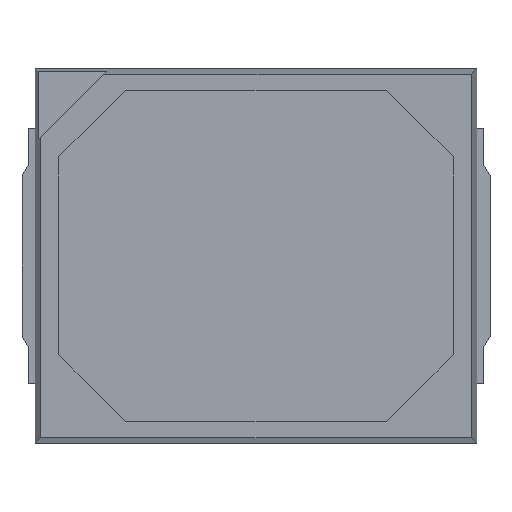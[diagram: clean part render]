
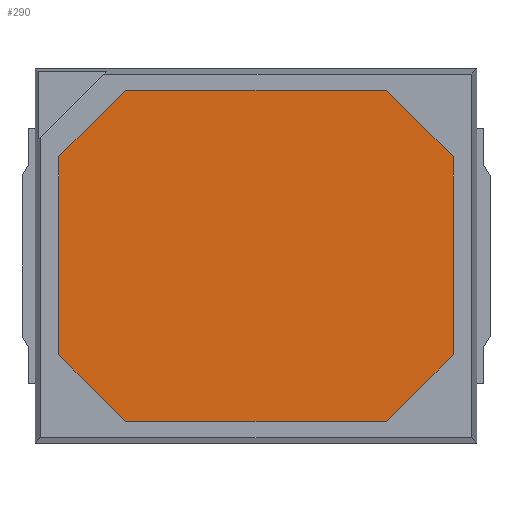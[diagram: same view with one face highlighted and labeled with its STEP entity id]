
A CAD part, top view. The second image highlights one B-rep face of the part: STEP entity #290.
In plain terms, the highlighted planar face has unit normal (0, 0, 1).
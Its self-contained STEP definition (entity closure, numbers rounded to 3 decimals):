
#126 = DIRECTION ( 'NONE',  ( 0.707, -0.707, 0. ) ) ;
#146 = EDGE_CURVE ( 'NONE', #912, #3483, #901, .T. ) ;
#206 = CARTESIAN_POINT ( 'NONE',  ( -0.213, 0., 0.681 ) ) ;
#252 = VERTEX_POINT ( 'NONE', #3341 ) ;
#290 = ADVANCED_FACE ( 'NONE', ( #4407 ), #3365, .F. ) ;
#376 = LINE ( 'NONE', #3181, #3164 ) ;
#380 = CARTESIAN_POINT ( 'NONE',  ( 0.761, 1.24, 0.681 ) ) ;
#414 = VERTEX_POINT ( 'NONE', #1175 ) ;
#475 = VECTOR ( 'NONE', #1919, 1000. ) ;
#488 = CARTESIAN_POINT ( 'NONE',  ( -1.688, -0.74, 0.681 ) ) ;
#492 = VECTOR ( 'NONE', #2873, 1000. ) ;
#662 = EDGE_CURVE ( 'NONE', #252, #995, #2196, .T. ) ;
#827 = VECTOR ( 'NONE', #3488, 1000. ) ;
#845 = DIRECTION ( 'NONE',  ( 0., 0., -1. ) ) ;
#901 = LINE ( 'NONE', #3355, #475 ) ;
#910 = LINE ( 'NONE', #488, #2684 ) ;
#912 = VERTEX_POINT ( 'NONE', #1379 ) ;
#995 = VERTEX_POINT ( 'NONE', #380 ) ;
#1097 = DIRECTION ( 'NONE',  ( -0.707, 0.707, 0. ) ) ;
#1175 = CARTESIAN_POINT ( 'NONE',  ( 1.261, -0.74, 0.681 ) ) ;
#1216 = LINE ( 'NONE', #4065, #1799 ) ;
#1379 = CARTESIAN_POINT ( 'NONE',  ( -1.688, 0.74, 0.681 ) ) ;
#1491 = CARTESIAN_POINT ( 'NONE',  ( 1.261, -0.74, 0.681 ) ) ;
#1527 = ORIENTED_EDGE ( 'NONE', *, *, #4168, .T. ) ;
#1608 = DIRECTION ( 'NONE',  ( 0., -1., 0. ) ) ;
#1701 = ORIENTED_EDGE ( 'NONE', *, *, #3763, .T. ) ;
#1725 = DIRECTION ( 'NONE',  ( 1., 0., 0. ) ) ;
#1799 = VECTOR ( 'NONE', #4018, 1000. ) ;
#1877 = LINE ( 'NONE', #4456, #4037 ) ;
#1910 = ORIENTED_EDGE ( 'NONE', *, *, #3820, .T. ) ;
#1919 = DIRECTION ( 'NONE',  ( 0., -1., 0. ) ) ;
#1956 = ORIENTED_EDGE ( 'NONE', *, *, #3792, .T. ) ;
#2121 = CARTESIAN_POINT ( 'NONE',  ( -1.188, -1.24, 0.681 ) ) ;
#2196 = LINE ( 'NONE', #2911, #3930 ) ;
#2412 = CARTESIAN_POINT ( 'NONE',  ( -1.688, 0.74, 0.681 ) ) ;
#2469 = ORIENTED_EDGE ( 'NONE', *, *, #2783, .T. ) ;
#2684 = VECTOR ( 'NONE', #126, 1000. ) ;
#2783 = EDGE_CURVE ( 'NONE', #2830, #3770, #376, .T. ) ;
#2826 = CARTESIAN_POINT ( 'NONE',  ( -1.188, 1.24, 0.681 ) ) ;
#2830 = VERTEX_POINT ( 'NONE', #2121 ) ;
#2852 = EDGE_CURVE ( 'NONE', #3172, #912, #3143, .T. ) ;
#2873 = DIRECTION ( 'NONE',  ( 0., 1., 0. ) ) ;
#2911 = CARTESIAN_POINT ( 'NONE',  ( 0.761, 1.24, 0.681 ) ) ;
#2969 = AXIS2_PLACEMENT_3D ( 'NONE', #206, #845, #1608 ) ;
#2972 = DIRECTION ( 'NONE',  ( 0.707, 0.707, 0. ) ) ;
#3143 = LINE ( 'NONE', #2412, #827 ) ;
#3164 = VECTOR ( 'NONE', #1725, 1000. ) ;
#3172 = VERTEX_POINT ( 'NONE', #2826 ) ;
#3181 = CARTESIAN_POINT ( 'NONE',  ( -1.188, -1.24, 0.681 ) ) ;
#3341 = CARTESIAN_POINT ( 'NONE',  ( 1.261, 0.74, 0.681 ) ) ;
#3355 = CARTESIAN_POINT ( 'NONE',  ( -1.688, -0.74, 0.681 ) ) ;
#3365 = PLANE ( 'NONE',  #2969 ) ;
#3483 = VERTEX_POINT ( 'NONE', #4410 ) ;
#3488 = DIRECTION ( 'NONE',  ( -0.707, -0.707, 0. ) ) ;
#3525 = ORIENTED_EDGE ( 'NONE', *, *, #2852, .T. ) ;
#3693 = CARTESIAN_POINT ( 'NONE',  ( 0.761, -1.24, 0.681 ) ) ;
#3763 = EDGE_CURVE ( 'NONE', #414, #252, #4313, .T. ) ;
#3770 = VERTEX_POINT ( 'NONE', #3693 ) ;
#3792 = EDGE_CURVE ( 'NONE', #3483, #2830, #910, .T. ) ;
#3820 = EDGE_CURVE ( 'NONE', #3770, #414, #1877, .T. ) ;
#3930 = VECTOR ( 'NONE', #1097, 1000. ) ;
#4018 = DIRECTION ( 'NONE',  ( -1., 0., 0. ) ) ;
#4037 = VECTOR ( 'NONE', #2972, 1000. ) ;
#4065 = CARTESIAN_POINT ( 'NONE',  ( -1.188, 1.24, 0.681 ) ) ;
#4117 = ORIENTED_EDGE ( 'NONE', *, *, #662, .T. ) ;
#4168 = EDGE_CURVE ( 'NONE', #995, #3172, #1216, .T. ) ;
#4185 = ORIENTED_EDGE ( 'NONE', *, *, #146, .T. ) ;
#4313 = LINE ( 'NONE', #1491, #492 ) ;
#4372 = EDGE_LOOP ( 'NONE', ( #4185, #1956, #2469, #1910, #1701, #4117, #1527, #3525 ) ) ;
#4407 = FACE_OUTER_BOUND ( 'NONE', #4372, .T. ) ;
#4410 = CARTESIAN_POINT ( 'NONE',  ( -1.688, -0.74, 0.681 ) ) ;
#4456 = CARTESIAN_POINT ( 'NONE',  ( 0.761, -1.24, 0.681 ) ) ;
